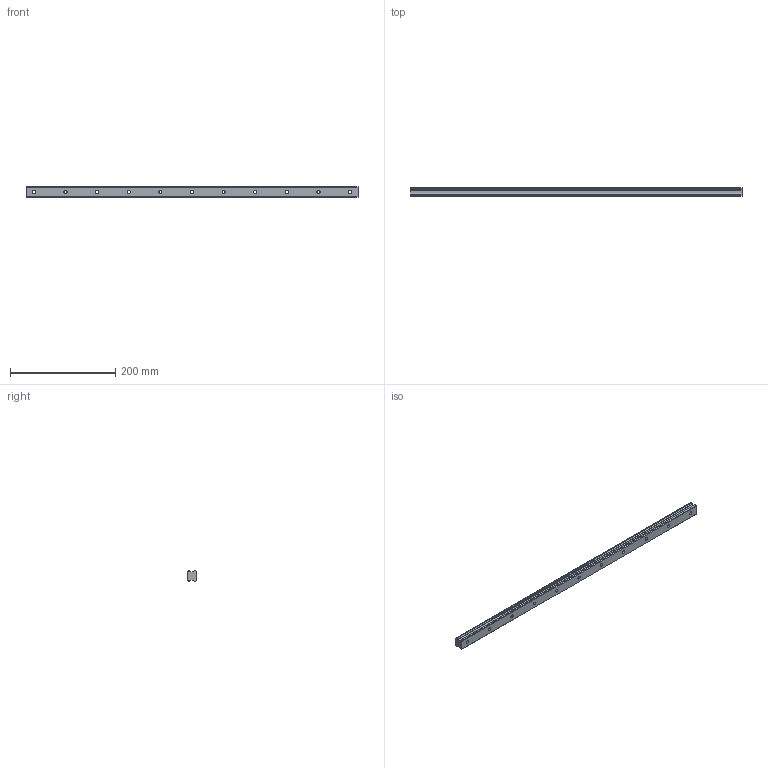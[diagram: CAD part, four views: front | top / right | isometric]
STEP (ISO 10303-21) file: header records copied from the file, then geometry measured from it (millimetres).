
FILE_DESCRIPTION (( 'STEP AP214' ), '1' );
FILE_NAME ('SHS20C1SS-630L_G15_0_B-M6F_275-5_0_0_0_1.STEP', '2021-06-14T09:31:32', ( '' ), ( '' ), 'SwSTEP 2.0', 'SolidWorks 2021', '' );
FILE_SCHEMA (( 'AUTOMOTIVE_DESIGN' ));
Length unit declared in the file: millimetre
Products named in the file (2): SHS20C1SS-630L_G15_0_B-M6F_275-5_0_0_0_1; _SHS20C63015 Track
Assembly tree (1 placements, depth 2):
  SHS20C1SS-630L_G15_0_B-M6F_275-5_0_0_0_1
    _SHS20C63015 Track
Bounding box: 630 x 16.5 x 20 mm (x, y, z)
Volume: 177305.1 mm3; surface area: 50734.1 mm2
Topology: 1 solids, 1 shells, 91 faces, 234 edges, 156 vertices
Faces by surface type: cylinder 64, plane 27
Entity records: 2946 total; most frequent: DIRECTION 552, CARTESIAN_POINT 485, ORIENTED_EDGE 468, EDGE_CURVE 234, AXIS2_PLACEMENT_3D 223, VERTEX_POINT 156, CIRCLE 128, EDGE_LOOP 124
